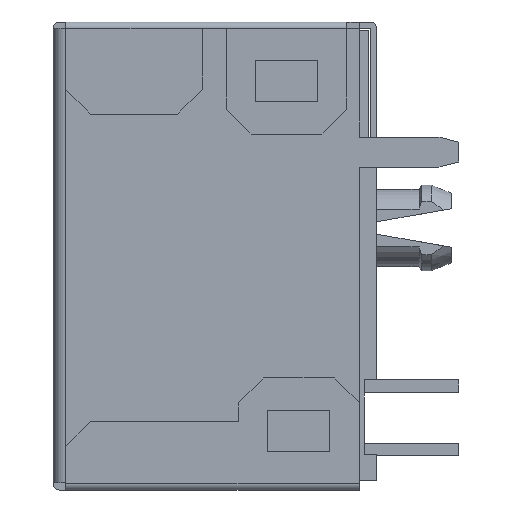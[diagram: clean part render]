
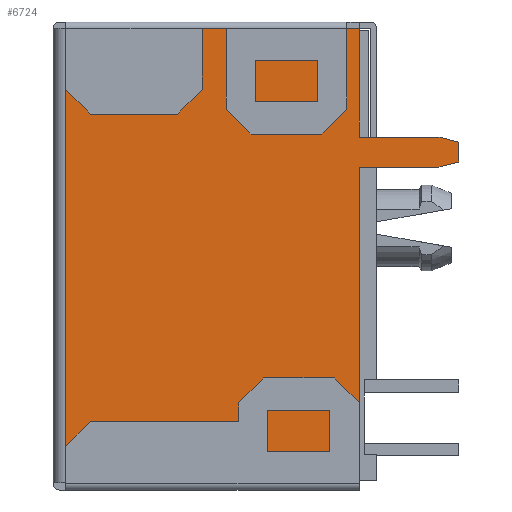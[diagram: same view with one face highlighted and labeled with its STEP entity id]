
A CAD part, left-side view. The second image highlights one B-rep face of the part: STEP entity #6724.
In plain terms, the highlighted planar face has unit normal (-1, 0, 0).
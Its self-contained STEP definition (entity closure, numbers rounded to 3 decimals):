
#62=DIRECTION('',(0.,0.,-1.));
#63=VECTOR('',#62,18.25);
#64=CARTESIAN_POINT('',(-7.95,6.75,9.125));
#65=LINE('',#64,#63);
#66=DIRECTION('',(0.,-1.,0.));
#67=VECTOR('',#66,11.8);
#68=CARTESIAN_POINT('',(-7.95,6.75,9.125));
#69=LINE('',#68,#67);
#70=DIRECTION('',(0.,1.,0.));
#71=VECTOR('',#70,3.2);
#72=CARTESIAN_POINT('',(-7.95,-8.25,4.75));
#73=LINE('',#72,#71);
#74=DIRECTION('',(0.,0.97,0.243));
#75=VECTOR('',#74,0.825);
#76=CARTESIAN_POINT('',(-7.95,-9.05,4.55));
#77=LINE('',#76,#75);
#78=DIRECTION('',(0.,0.,1.));
#79=VECTOR('',#78,0.8);
#80=CARTESIAN_POINT('',(-7.95,-9.05,3.75));
#81=LINE('',#80,#79);
#82=DIRECTION('',(0.,-0.97,0.243));
#83=VECTOR('',#82,0.825);
#84=CARTESIAN_POINT('',(-7.95,-8.25,3.55));
#85=LINE('',#84,#83);
#86=DIRECTION('',(0.,-1.,0.));
#87=VECTOR('',#86,3.2);
#88=CARTESIAN_POINT('',(-7.95,-5.05,3.55));
#89=LINE('',#88,#87);
#166=DIRECTION('',(0.,-1.,0.));
#167=VECTOR('',#166,11.8);
#168=CARTESIAN_POINT('',(-7.95,6.75,-9.125));
#169=LINE('',#168,#167);
#935=DIRECTION('',(0.,0.,-1.));
#936=VECTOR('',#935,4.375);
#937=CARTESIAN_POINT('',(-7.95,-5.05,9.125));
#938=LINE('',#937,#936);
#951=DIRECTION('',(0.,0.,-1.));
#952=VECTOR('',#951,12.675);
#953=CARTESIAN_POINT('',(-7.95,-5.05,3.55));
#954=LINE('',#953,#952);
#5321=CARTESIAN_POINT('',(-7.95,6.75,9.125));
#5323=VERTEX_POINT('',#5321);
#5331=CARTESIAN_POINT('',(-7.95,-5.05,9.125));
#5332=VERTEX_POINT('',#5331);
#5389=CARTESIAN_POINT('',(-7.95,6.75,-9.125));
#5391=VERTEX_POINT('',#5389);
#6237=CARTESIAN_POINT('',(-7.95,-8.25,3.55));
#6238=CARTESIAN_POINT('',(-7.95,-9.05,3.75));
#6239=VERTEX_POINT('',#6237);
#6240=VERTEX_POINT('',#6238);
#6241=CARTESIAN_POINT('',(-7.95,-9.05,4.55));
#6242=VERTEX_POINT('',#6241);
#6243=CARTESIAN_POINT('',(-7.95,-8.25,4.75));
#6244=VERTEX_POINT('',#6243);
#6265=CARTESIAN_POINT('',(-7.95,-5.05,3.55));
#6266=VERTEX_POINT('',#6265);
#6267=CARTESIAN_POINT('',(-7.95,-5.05,4.75));
#6268=VERTEX_POINT('',#6267);
#6385=CARTESIAN_POINT('',(-7.95,-5.05,-9.125));
#6386=VERTEX_POINT('',#6385);
#6698=CARTESIAN_POINT('',(-7.95,6.75,9.125));
#6699=DIRECTION('',(-1.,0.,0.));
#6700=DIRECTION('',(0.,-1.,0.));
#6701=AXIS2_PLACEMENT_3D('',#6698,#6699,#6700);
#6702=PLANE('',#6701);
#6704=ORIENTED_EDGE('',*,*,#6703,.F.);
#6705=ORIENTED_EDGE('',*,*,#6691,.F.);
#6707=ORIENTED_EDGE('',*,*,#6706,.T.);
#6709=ORIENTED_EDGE('',*,*,#6708,.T.);
#6711=ORIENTED_EDGE('',*,*,#6710,.F.);
#6713=ORIENTED_EDGE('',*,*,#6712,.F.);
#6715=ORIENTED_EDGE('',*,*,#6714,.F.);
#6717=ORIENTED_EDGE('',*,*,#6716,.F.);
#6719=ORIENTED_EDGE('',*,*,#6718,.F.);
#6721=ORIENTED_EDGE('',*,*,#6720,.T.);
#6722=EDGE_LOOP('',(#6704,#6705,#6707,#6709,#6711,#6713,#6715,#6717,#6719,
#6721));
#6723=FACE_OUTER_BOUND('',#6722,.F.);
#6724=ADVANCED_FACE('',(#6723),#6702,.T.);
#6691=EDGE_CURVE('',#5323,#5391,#65,.T.);
#6703=EDGE_CURVE('',#5391,#6386,#169,.T.);
#6706=EDGE_CURVE('',#5323,#5332,#69,.T.);
#6708=EDGE_CURVE('',#5332,#6268,#938,.T.);
#6710=EDGE_CURVE('',#6244,#6268,#73,.T.);
#6712=EDGE_CURVE('',#6242,#6244,#77,.T.);
#6714=EDGE_CURVE('',#6240,#6242,#81,.T.);
#6716=EDGE_CURVE('',#6239,#6240,#85,.T.);
#6718=EDGE_CURVE('',#6266,#6239,#89,.T.);
#6720=EDGE_CURVE('',#6266,#6386,#954,.T.);
